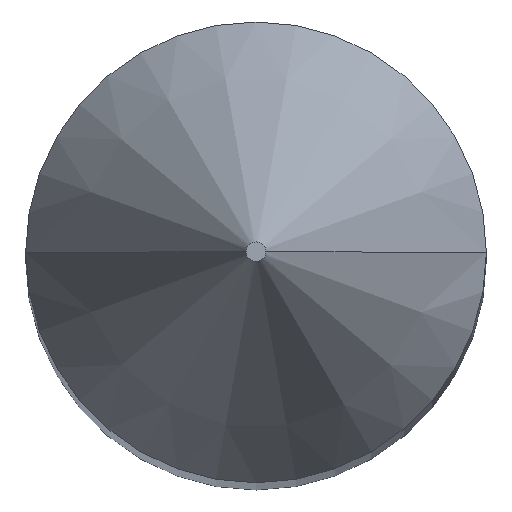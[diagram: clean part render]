
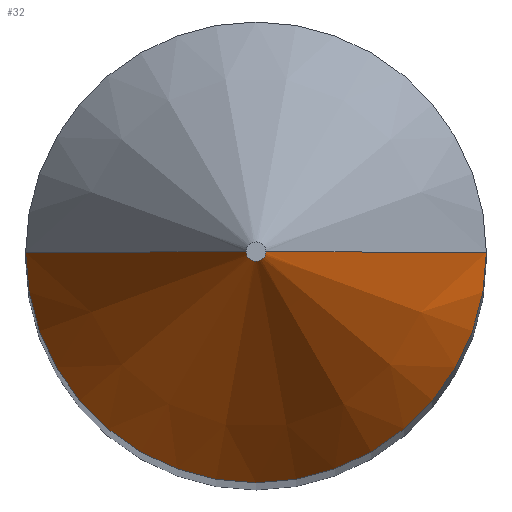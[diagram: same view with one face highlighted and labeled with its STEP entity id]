
A CAD part, top view. The second image highlights one B-rep face of the part: STEP entity #32.
In plain terms, the highlighted conical face has half-angle 30 degrees and reference radius 0.102 mm.
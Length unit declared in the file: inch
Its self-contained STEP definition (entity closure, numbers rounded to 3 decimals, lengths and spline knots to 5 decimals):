
#3 = DIRECTION ( 'NONE',  ( 0., 0., -1. ) ) ;
#4 = CARTESIAN_POINT ( 'NONE',  ( -0.004, 0., 2. ) ) ;
#31 = AXIS2_PLACEMENT_3D ( 'NONE', #33, #234, #136 ) ;
#32 = ADVANCED_FACE ( 'NONE', ( #212 ), #145, .T. ) ;
#33 = CARTESIAN_POINT ( 'NONE',  ( 0., 0., 2. ) ) ;
#42 = CARTESIAN_POINT ( 'NONE',  ( 0., 0., 1.84455 ) ) ;
#52 = CIRCLE ( 'NONE', #125, 0.09375 ) ;
#56 = CARTESIAN_POINT ( 'NONE',  ( -0.004, 0., 2. ) ) ;
#63 = DIRECTION ( 'NONE',  ( -1., 0., 0. ) ) ;
#69 = VERTEX_POINT ( 'NONE', #137 ) ;
#74 = ORIENTED_EDGE ( 'NONE', *, *, #229, .T. ) ;
#75 = LINE ( 'NONE', #4, #152 ) ;
#87 = VERTEX_POINT ( 'NONE', #112 ) ;
#94 = CIRCLE ( 'NONE', #238, 0.004 ) ;
#98 = VERTEX_POINT ( 'NONE', #56 ) ;
#103 = ORIENTED_EDGE ( 'NONE', *, *, #198, .F. ) ;
#104 = EDGE_CURVE ( 'NONE', #98, #172, #75, .T. ) ;
#112 = CARTESIAN_POINT ( 'NONE',  ( 0.09375, 0., 1.84455 ) ) ;
#125 = AXIS2_PLACEMENT_3D ( 'NONE', #42, #224, #63 ) ;
#136 = DIRECTION ( 'NONE',  ( 1., 0., 0. ) ) ;
#137 = CARTESIAN_POINT ( 'NONE',  ( 0.004, 0., 2. ) ) ;
#139 = CARTESIAN_POINT ( 'NONE',  ( 0.004, 0., 2. ) ) ;
#144 = CARTESIAN_POINT ( 'NONE',  ( -0.09375, 0., 1.84455 ) ) ;
#145 = CONICAL_SURFACE ( 'NONE', #31, 0.004, 0.524 ) ;
#150 = ORIENTED_EDGE ( 'NONE', *, *, #104, .T. ) ;
#152 = VECTOR ( 'NONE', #179, 39.37008 ) ;
#162 = LINE ( 'NONE', #139, #211 ) ;
#165 = DIRECTION ( 'NONE',  ( 0.5, 0., -0.866 ) ) ;
#172 = VERTEX_POINT ( 'NONE', #144 ) ;
#179 = DIRECTION ( 'NONE',  ( -0.5, 0., -0.866 ) ) ;
#185 = ORIENTED_EDGE ( 'NONE', *, *, #235, .F. ) ;
#198 = EDGE_CURVE ( 'NONE', #69, #87, #162, .T. ) ;
#210 = EDGE_LOOP ( 'NONE', ( #74, #150, #185, #103 ) ) ;
#211 = VECTOR ( 'NONE', #165, 39.37008 ) ;
#212 = FACE_OUTER_BOUND ( 'NONE', #210, .T. ) ;
#219 = CARTESIAN_POINT ( 'NONE',  ( 0., 0., 2. ) ) ;
#224 = DIRECTION ( 'NONE',  ( 0., 0., -1. ) ) ;
#229 = EDGE_CURVE ( 'NONE', #69, #98, #94, .T. ) ;
#234 = DIRECTION ( 'NONE',  ( 0., 0., -1. ) ) ;
#235 = EDGE_CURVE ( 'NONE', #87, #172, #52, .T. ) ;
#238 = AXIS2_PLACEMENT_3D ( 'NONE', #219, #3, #244 ) ;
#244 = DIRECTION ( 'NONE',  ( -1., 0., 0. ) ) ;
